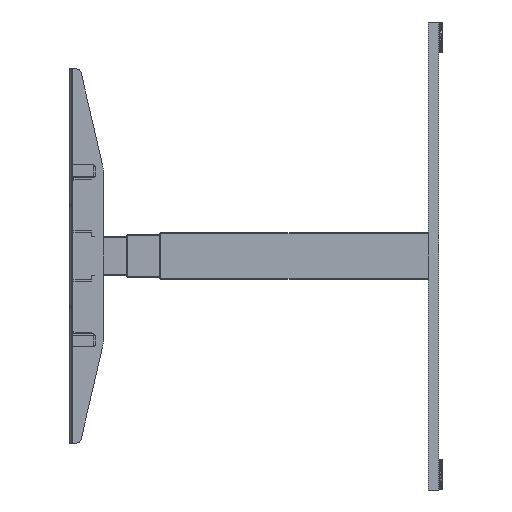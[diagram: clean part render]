
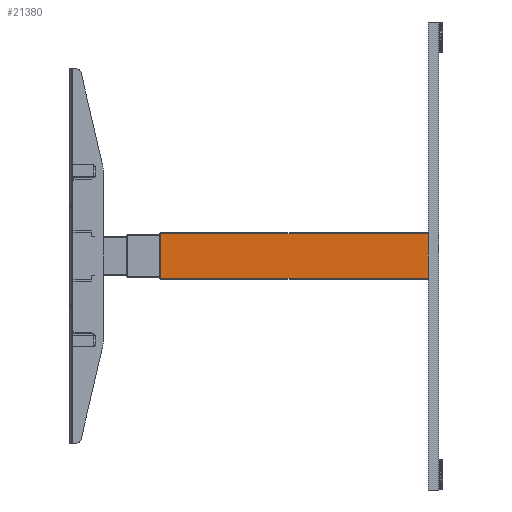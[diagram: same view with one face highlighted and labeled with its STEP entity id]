
A CAD part, left-side view. The second image highlights one B-rep face of the part: STEP entity #21380.
In plain terms, the highlighted planar face has unit normal (-1, 0, 0).
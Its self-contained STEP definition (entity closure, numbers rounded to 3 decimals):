
#1158 = CARTESIAN_POINT ( 'NONE',  ( -1241., 27., 42.5 ) ) ;
#4808 = EDGE_LOOP ( 'NONE', ( #32205, #16135, #89828, #101354 ) ) ;
#9192 = EDGE_CURVE ( 'NONE', #24420, #39872, #22608, .T. ) ;
#16135 = ORIENTED_EDGE ( 'NONE', *, *, #74292, .F. ) ;
#21380 = ADVANCED_FACE ( 'NONE', ( #103542 ), #67609, .F. ) ;
#22608 = LINE ( 'NONE', #30519, #92122 ) ;
#22762 = LINE ( 'NONE', #85397, #81809 ) ;
#24420 = VERTEX_POINT ( 'NONE', #1158 ) ;
#25237 = CARTESIAN_POINT ( 'NONE',  ( -1241., 541., -42.5 ) ) ;
#25796 = DIRECTION ( 'NONE',  ( 1., 0., 0. ) ) ;
#28360 = DIRECTION ( 'NONE',  ( 0., 0., -1. ) ) ;
#30519 = CARTESIAN_POINT ( 'NONE',  ( -1241., 27., 42.5 ) ) ;
#32205 = ORIENTED_EDGE ( 'NONE', *, *, #44939, .T. ) ;
#34101 = DIRECTION ( 'NONE',  ( 0., 0., -1. ) ) ;
#39872 = VERTEX_POINT ( 'NONE', #49245 ) ;
#42243 = VERTEX_POINT ( 'NONE', #25237 ) ;
#44939 = EDGE_CURVE ( 'NONE', #39872, #42243, #62923, .T. ) ;
#49245 = CARTESIAN_POINT ( 'NONE',  ( -1241., 541., 42.5 ) ) ;
#50779 = CARTESIAN_POINT ( 'NONE',  ( -1241., 541., 42.5 ) ) ;
#51003 = VERTEX_POINT ( 'NONE', #82353 ) ;
#51355 = LINE ( 'NONE', #93979, #93387 ) ;
#51969 = DIRECTION ( 'NONE',  ( 0., 1., 0. ) ) ;
#53331 = EDGE_CURVE ( 'NONE', #24420, #51003, #51355, .T. ) ;
#55859 = AXIS2_PLACEMENT_3D ( 'NONE', #68305, #25796, #34101 ) ;
#62923 = LINE ( 'NONE', #50779, #102221 ) ;
#64441 = DIRECTION ( 'NONE',  ( 0., 0., -1. ) ) ;
#67609 = PLANE ( 'NONE',  #55859 ) ;
#68305 = CARTESIAN_POINT ( 'NONE',  ( -1241., 27., 42.5 ) ) ;
#74292 = EDGE_CURVE ( 'NONE', #51003, #42243, #22762, .T. ) ;
#80088 = DIRECTION ( 'NONE',  ( 0., 1., 0. ) ) ;
#81809 = VECTOR ( 'NONE', #51969, 1000. ) ;
#82353 = CARTESIAN_POINT ( 'NONE',  ( -1241., 27., -42.5 ) ) ;
#85397 = CARTESIAN_POINT ( 'NONE',  ( -1241., 27., -42.5 ) ) ;
#89828 = ORIENTED_EDGE ( 'NONE', *, *, #53331, .F. ) ;
#92122 = VECTOR ( 'NONE', #80088, 1000. ) ;
#93387 = VECTOR ( 'NONE', #28360, 1000. ) ;
#93979 = CARTESIAN_POINT ( 'NONE',  ( -1241., 27., 42.5 ) ) ;
#101354 = ORIENTED_EDGE ( 'NONE', *, *, #9192, .T. ) ;
#102221 = VECTOR ( 'NONE', #64441, 1000. ) ;
#103542 = FACE_OUTER_BOUND ( 'NONE', #4808, .T. ) ;
